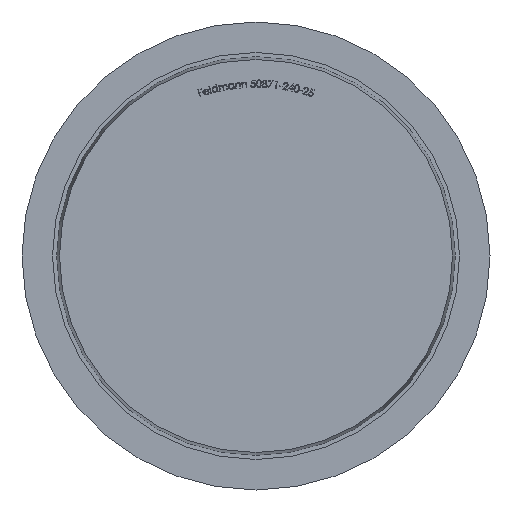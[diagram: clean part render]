
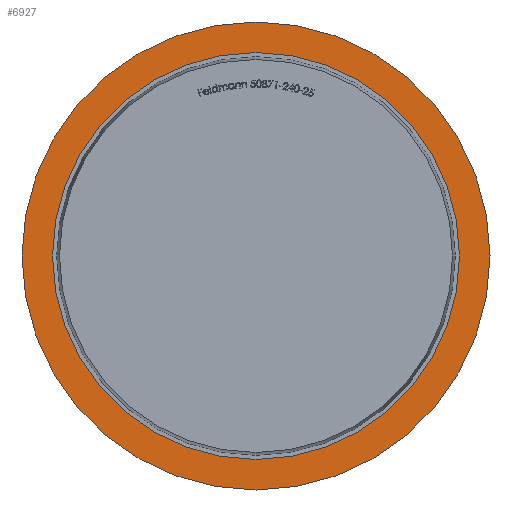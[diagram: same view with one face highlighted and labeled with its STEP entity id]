
A CAD part, front view. The second image highlights one B-rep face of the part: STEP entity #6927.
In plain terms, the highlighted planar face has unit normal (0, -1, 0).
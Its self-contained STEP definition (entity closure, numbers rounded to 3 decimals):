
#423 = CARTESIAN_POINT ( 'NONE',  ( 0., 4.5, 0. ) ) ;
#502 = CARTESIAN_POINT ( 'NONE',  ( 0., 4.5, 0. ) ) ;
#799 = ORIENTED_EDGE ( 'NONE', *, *, #9808, .F. ) ;
#2131 = DIRECTION ( 'NONE',  ( 0., -1., 0. ) ) ;
#2805 = DIRECTION ( 'NONE',  ( 0., 0., 1. ) ) ;
#2927 = DIRECTION ( 'NONE',  ( 0., 1., 0. ) ) ;
#2979 = DIRECTION ( 'NONE',  ( 0., 0., 1. ) ) ;
#3152 = AXIS2_PLACEMENT_3D ( 'NONE', #423, #13796, #4881 ) ;
#4294 = CIRCLE ( 'NONE', #13514, 14.35 ) ;
#4819 = EDGE_CURVE ( 'NONE', #8864, #8954, #5560, .T. ) ;
#4881 = DIRECTION ( 'NONE',  ( 0., 0., 1. ) ) ;
#5220 = CARTESIAN_POINT ( 'NONE',  ( 0., 4.5, 0. ) ) ;
#5405 = PLANE ( 'NONE',  #9823 ) ;
#5560 = CIRCLE ( 'NONE', #3152, 16.85 ) ;
#6227 = ORIENTED_EDGE ( 'NONE', *, *, #4819, .F. ) ;
#6234 = CARTESIAN_POINT ( 'NONE',  ( 0., 4.5, 16.85 ) ) ;
#6306 = VERTEX_POINT ( 'NONE', #10708 ) ;
#6582 = CIRCLE ( 'NONE', #13211, 16.85 ) ;
#6927 = ADVANCED_FACE ( 'NONE', ( #11825, #6949 ), #5405, .T. ) ;
#6949 = FACE_OUTER_BOUND ( 'NONE', #12401, .T. ) ;
#7747 = ORIENTED_EDGE ( 'NONE', *, *, #12499, .T. ) ;
#8389 = DIRECTION ( 'NONE',  ( 0., 1., 0. ) ) ;
#8671 = CARTESIAN_POINT ( 'NONE',  ( 0., 4.5, 0. ) ) ;
#8840 = EDGE_CURVE ( 'NONE', #6306, #11084, #9869, .T. ) ;
#8864 = VERTEX_POINT ( 'NONE', #12778 ) ;
#8954 = VERTEX_POINT ( 'NONE', #6234 ) ;
#9808 = EDGE_CURVE ( 'NONE', #8954, #8864, #6582, .T. ) ;
#9823 = AXIS2_PLACEMENT_3D ( 'NONE', #8671, #2131, #10986 ) ;
#9869 = CIRCLE ( 'NONE', #13679, 14.35 ) ;
#10603 = EDGE_LOOP ( 'NONE', ( #7747, #13989 ) ) ;
#10708 = CARTESIAN_POINT ( 'NONE',  ( 0., 4.5, 14.35 ) ) ;
#10986 = DIRECTION ( 'NONE',  ( 0., 0., -1. ) ) ;
#11084 = VERTEX_POINT ( 'NONE', #13168 ) ;
#11483 = DIRECTION ( 'NONE',  ( 0., 0., 1. ) ) ;
#11825 = FACE_BOUND ( 'NONE', #10603, .T. ) ;
#12401 = EDGE_LOOP ( 'NONE', ( #799, #6227 ) ) ;
#12499 = EDGE_CURVE ( 'NONE', #11084, #6306, #4294, .T. ) ;
#12733 = CARTESIAN_POINT ( 'NONE',  ( 0., 4.5, 0. ) ) ;
#12778 = CARTESIAN_POINT ( 'NONE',  ( 0., 4.5, -16.85 ) ) ;
#13168 = CARTESIAN_POINT ( 'NONE',  ( 0., 4.5, -14.35 ) ) ;
#13211 = AXIS2_PLACEMENT_3D ( 'NONE', #502, #13692, #11483 ) ;
#13514 = AXIS2_PLACEMENT_3D ( 'NONE', #5220, #2927, #2979 ) ;
#13679 = AXIS2_PLACEMENT_3D ( 'NONE', #12733, #8389, #2805 ) ;
#13692 = DIRECTION ( 'NONE',  ( 0., 1., 0. ) ) ;
#13796 = DIRECTION ( 'NONE',  ( 0., 1., 0. ) ) ;
#13989 = ORIENTED_EDGE ( 'NONE', *, *, #8840, .T. ) ;
